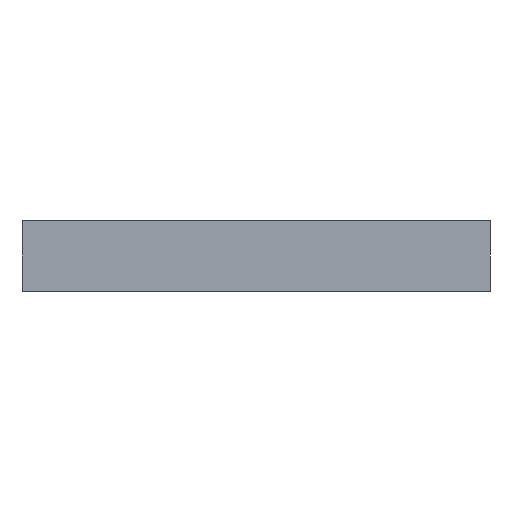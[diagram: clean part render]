
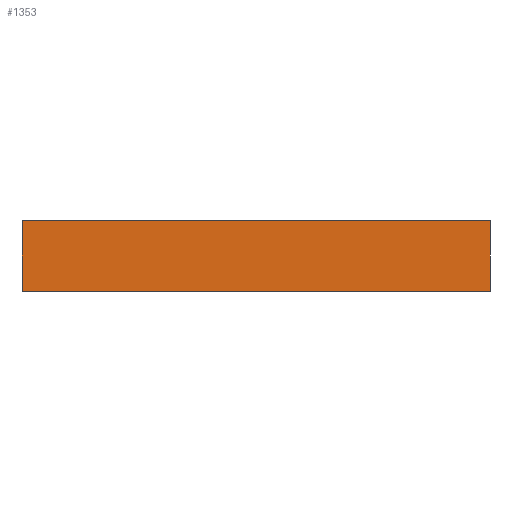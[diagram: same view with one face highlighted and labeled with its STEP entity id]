
A CAD part, left-side view. The second image highlights one B-rep face of the part: STEP entity #1353.
In plain terms, the highlighted planar face has unit normal (-1, 0, 0).
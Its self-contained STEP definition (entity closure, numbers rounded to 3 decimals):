
#176 = VECTOR ( 'NONE', #2025, 1000. ) ;
#200 = VERTEX_POINT ( 'NONE', #465 ) ;
#224 = VECTOR ( 'NONE', #3533, 1000. ) ;
#287 = ORIENTED_EDGE ( 'NONE', *, *, #1533, .T. ) ;
#303 = EDGE_CURVE ( 'NONE', #1588, #200, #2745, .T. ) ;
#324 = VECTOR ( 'NONE', #2420, 1000. ) ;
#379 = LINE ( 'NONE', #1660, #2707 ) ;
#464 = CARTESIAN_POINT ( 'NONE',  ( -120., 30., 9. ) ) ;
#465 = CARTESIAN_POINT ( 'NONE',  ( -120., -30., 0. ) ) ;
#610 = VERTEX_POINT ( 'NONE', #1932 ) ;
#736 = ORIENTED_EDGE ( 'NONE', *, *, #3138, .F. ) ;
#799 = CARTESIAN_POINT ( 'NONE',  ( -120., 30., 9. ) ) ;
#840 = VERTEX_POINT ( 'NONE', #464 ) ;
#998 = LINE ( 'NONE', #799, #176 ) ;
#1202 = EDGE_CURVE ( 'NONE', #610, #200, #379, .T. ) ;
#1353 = ADVANCED_FACE ( 'NONE', ( #1526 ), #3175, .F. ) ;
#1372 = CARTESIAN_POINT ( 'NONE',  ( -120., 30., 9. ) ) ;
#1405 = ORIENTED_EDGE ( 'NONE', *, *, #1202, .T. ) ;
#1472 = ORIENTED_EDGE ( 'NONE', *, *, #303, .F. ) ;
#1526 = FACE_OUTER_BOUND ( 'NONE', #3096, .T. ) ;
#1533 = EDGE_CURVE ( 'NONE', #840, #610, #3444, .T. ) ;
#1588 = VERTEX_POINT ( 'NONE', #1755 ) ;
#1660 = CARTESIAN_POINT ( 'NONE',  ( -120., 30., 0. ) ) ;
#1677 = DIRECTION ( 'NONE',  ( 0., 0., -1. ) ) ;
#1755 = CARTESIAN_POINT ( 'NONE',  ( -120., -30., 9. ) ) ;
#1932 = CARTESIAN_POINT ( 'NONE',  ( -120., 30., 0. ) ) ;
#2025 = DIRECTION ( 'NONE',  ( 0., -1., 0. ) ) ;
#2420 = DIRECTION ( 'NONE',  ( 0., 0., -1. ) ) ;
#2434 = CARTESIAN_POINT ( 'NONE',  ( -120., -30., 9. ) ) ;
#2707 = VECTOR ( 'NONE', #3157, 1000. ) ;
#2745 = LINE ( 'NONE', #2434, #324 ) ;
#3096 = EDGE_LOOP ( 'NONE', ( #1405, #1472, #736, #287 ) ) ;
#3138 = EDGE_CURVE ( 'NONE', #840, #1588, #998, .T. ) ;
#3157 = DIRECTION ( 'NONE',  ( 0., -1., 0. ) ) ;
#3175 = PLANE ( 'NONE',  #3328 ) ;
#3230 = CARTESIAN_POINT ( 'NONE',  ( -120., 30., 9. ) ) ;
#3328 = AXIS2_PLACEMENT_3D ( 'NONE', #1372, #3481, #1677 ) ;
#3444 = LINE ( 'NONE', #3230, #224 ) ;
#3481 = DIRECTION ( 'NONE',  ( 1., 0., 0. ) ) ;
#3533 = DIRECTION ( 'NONE',  ( 0., 0., -1. ) ) ;
